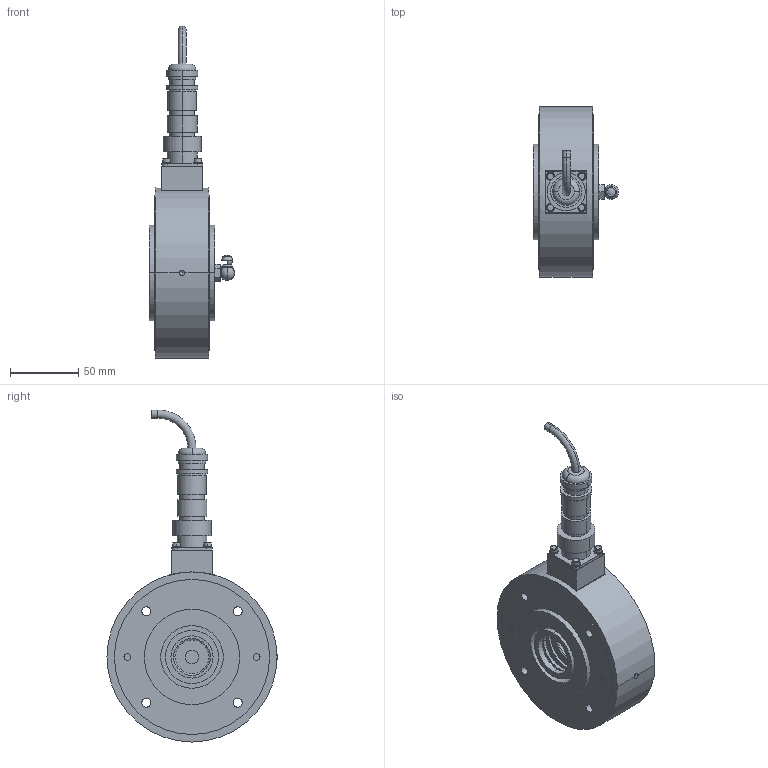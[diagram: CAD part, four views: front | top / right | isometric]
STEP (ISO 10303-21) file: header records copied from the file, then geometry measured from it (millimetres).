
FILE_DESCRIPTION((''),'2;1');
FILE_NAME('50213.stp','2007-09-21T15:56:28',(''),(''),'Mechanical Desktop 2007','Mechanical Desktop 2007',', , ');
FILE_SCHEMA(('CONFIG_CONTROL_DESIGN'));
Length unit declared in the file: millimetre
Products named in the file (29): ZEICHNUNG7; L50213; L4832404; L47955; TEIL1AAA; L49026; TEIL1A; I-6KT_SCHRAUBE_M6X35NK; I-6KT_SCHRAUBE_M6X35NKA; I-6KT_SCHRAUBE_M3X25; I-6KT_SCHRAUBE_M3X25A; FEDERRING_M3A; FEDERRING_M3; SICHERUNGSRING_J52A; SICHERUNGSRING_J52; V_RING_V31A; V_RING_V32A; L4340303; TEIL1AA; PENDELKUGELLAGER_1205TV; PENDELKUGELLAGER_1205TVA; L48966; TEIL1; SCHMIERNIPPEL_M10_A3; SCHMIERNIPPEL_M10_A3A; KABELDOSE_PG_AMPH_4-POL; KABELDOSE_PG_AMPH_4-POLA; RM_SDB; RM_SDBA
Assembly tree (40 placements, depth 4):
  ZEICHNUNG7
    L50213
      L4832404
      L47955
        TEIL1AAA
      L49026
        TEIL1A
      I-6KT_SCHRAUBE_M6X35NK  x2
        I-6KT_SCHRAUBE_M6X35NKA
      I-6KT_SCHRAUBE_M3X25  x4
        I-6KT_SCHRAUBE_M3X25A
      FEDERRING_M3A  x4
        FEDERRING_M3
      SICHERUNGSRING_J52A
        SICHERUNGSRING_J52
      V_RING_V31A
        V_RING_V32A
      L4340303  x2
        TEIL1AA
      PENDELKUGELLAGER_1205TV
        PENDELKUGELLAGER_1205TVA
      L48966
        TEIL1
      SCHMIERNIPPEL_M10_A3
        SCHMIERNIPPEL_M10_A3A
      KABELDOSE_PG_AMPH_4-POL
        KABELDOSE_PG_AMPH_4-POLA
      RM_SDB  x3
    RM_SDBA  x3
Bounding box: 62.56 x 125 x 244 mm (x, y, z)
Volume: 490446 mm3; surface area: 146653 mm2
Topology: 21 solids, 21 shells, 421 faces, 1010 edges, 659 vertices
Faces by surface type: cylinder 250, plane 107, cone 32, torus 24, bspline 4, sphere 4
Entity records: 11257 total; most frequent: CARTESIAN_POINT 2072, DIRECTION 2043, ORIENTED_EDGE 1548, AXIS2_PLACEMENT_3D 882, EDGE_CURVE 774, VERTEX_POINT 515, CIRCLE 491, EDGE_LOOP 451
